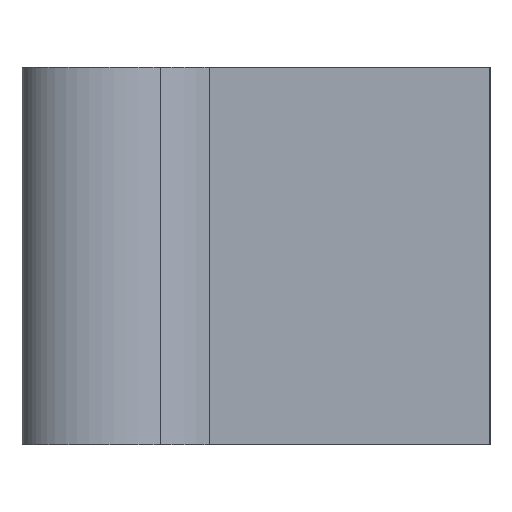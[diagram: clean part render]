
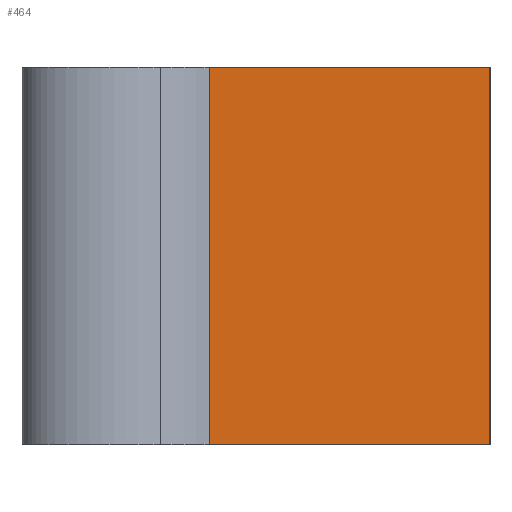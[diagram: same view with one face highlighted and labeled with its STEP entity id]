
A CAD part, left-side view. The second image highlights one B-rep face of the part: STEP entity #464.
In plain terms, the highlighted planar face has unit normal (-1, 0, 0).
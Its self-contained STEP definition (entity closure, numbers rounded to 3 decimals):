
#56=FACE_OUTER_BOUND('',#80,.T.);
#80=EDGE_LOOP('',(#357,#358,#359,#360));
#122=LINE('',#746,#172);
#124=LINE('',#752,#174);
#125=LINE('',#754,#175);
#126=LINE('',#755,#176);
#172=VECTOR('',#592,10.);
#174=VECTOR('',#598,10.);
#175=VECTOR('',#599,10.);
#176=VECTOR('',#600,10.);
#218=VERTEX_POINT('',#743);
#219=VERTEX_POINT('',#745);
#221=VERTEX_POINT('',#751);
#222=VERTEX_POINT('',#753);
#271=EDGE_CURVE('',#218,#219,#122,.T.);
#274=EDGE_CURVE('',#221,#218,#124,.T.);
#275=EDGE_CURVE('',#221,#222,#125,.T.);
#276=EDGE_CURVE('',#219,#222,#126,.T.);
#357=ORIENTED_EDGE('',*,*,#271,.F.);
#358=ORIENTED_EDGE('',*,*,#274,.F.);
#359=ORIENTED_EDGE('',*,*,#275,.T.);
#360=ORIENTED_EDGE('',*,*,#276,.F.);
#445=PLANE('',#508);
#464=ADVANCED_FACE('',(#56),#445,.T.);
#508=AXIS2_PLACEMENT_3D('',#750,#596,#597);
#592=DIRECTION('',(0.,0.,1.));
#596=DIRECTION('center_axis',(-1.,0.,0.));
#597=DIRECTION('ref_axis',(0.,-1.,0.));
#598=DIRECTION('',(0.,1.,0.));
#599=DIRECTION('',(0.,0.,1.));
#600=DIRECTION('',(0.,-1.,0.));
#743=CARTESIAN_POINT('',(-21.086,14.309,0.));
#745=CARTESIAN_POINT('',(-21.086,14.309,15.));
#746=CARTESIAN_POINT('',(-21.086,14.309,0.));
#750=CARTESIAN_POINT('Origin',(-21.086,15.605,0.));
#751=CARTESIAN_POINT('',(-21.086,3.153,0.));
#752=CARTESIAN_POINT('',(-21.086,3.153,0.));
#753=CARTESIAN_POINT('',(-21.086,3.153,15.));
#754=CARTESIAN_POINT('',(-21.086,3.153,0.));
#755=CARTESIAN_POINT('',(-21.086,3.153,15.));
